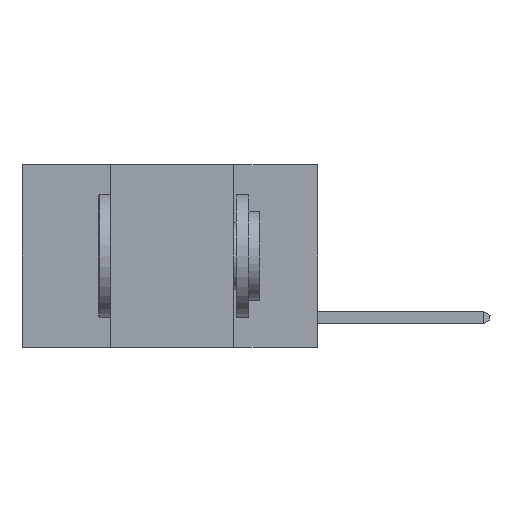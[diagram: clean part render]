
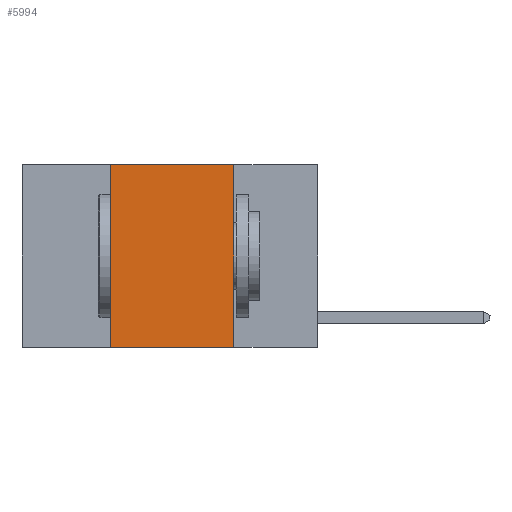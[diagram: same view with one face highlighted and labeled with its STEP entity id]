
A CAD part, left-side view. The second image highlights one B-rep face of the part: STEP entity #5994.
In plain terms, the highlighted planar face has unit normal (-1, 0, 0).
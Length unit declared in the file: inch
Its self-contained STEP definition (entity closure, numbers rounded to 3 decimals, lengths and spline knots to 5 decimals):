
#329 = LINE ( 'NONE', #10361, #7296 ) ;
#415 = LINE ( 'NONE', #3536, #10236 ) ;
#639 = PLANE ( 'NONE',  #3482 ) ;
#1056 = DIRECTION ( 'NONE',  ( 0., 0., 1. ) ) ;
#1357 = CARTESIAN_POINT ( 'NONE',  ( 0., 0.17, -0.37 ) ) ;
#1637 = FACE_OUTER_BOUND ( 'NONE', #7681, .T. ) ;
#1720 = DIRECTION ( 'NONE',  ( 0., 0., -1. ) ) ;
#1772 = CARTESIAN_POINT ( 'NONE',  ( 0., 0.42, -0.37 ) ) ;
#2511 = VERTEX_POINT ( 'NONE', #1357 ) ;
#2818 = EDGE_CURVE ( 'NONE', #5747, #2511, #415, .T. ) ;
#3299 = VECTOR ( 'NONE', #1056, 39.37008 ) ;
#3357 = CARTESIAN_POINT ( 'NONE',  ( 0., 0.42, 0. ) ) ;
#3482 = AXIS2_PLACEMENT_3D ( 'NONE', #4925, #9929, #9875 ) ;
#3536 = CARTESIAN_POINT ( 'NONE',  ( 0., 0.6, -0.37 ) ) ;
#3895 = ORIENTED_EDGE ( 'NONE', *, *, #7579, .F. ) ;
#3906 = VERTEX_POINT ( 'NONE', #3357 ) ;
#4068 = ORIENTED_EDGE ( 'NONE', *, *, #5642, .F. ) ;
#4539 = DIRECTION ( 'NONE',  ( 0., -1., 0. ) ) ;
#4925 = CARTESIAN_POINT ( 'NONE',  ( 0., 0.6, 0. ) ) ;
#5003 = ORIENTED_EDGE ( 'NONE', *, *, #2818, .T. ) ;
#5283 = ORIENTED_EDGE ( 'NONE', *, *, #6920, .F. ) ;
#5642 = EDGE_CURVE ( 'NONE', #8614, #2511, #5968, .T. ) ;
#5747 = VERTEX_POINT ( 'NONE', #1772 ) ;
#5968 = LINE ( 'NONE', #9092, #8454 ) ;
#5994 = ADVANCED_FACE ( 'NONE', ( #1637 ), #639, .F. ) ;
#6920 = EDGE_CURVE ( 'NONE', #5747, #3906, #9195, .T. ) ;
#7296 = VECTOR ( 'NONE', #4539, 39.37008 ) ;
#7579 = EDGE_CURVE ( 'NONE', #3906, #8614, #329, .T. ) ;
#7606 = CARTESIAN_POINT ( 'NONE',  ( 0., 0.17, 0. ) ) ;
#7681 = EDGE_LOOP ( 'NONE', ( #4068, #3895, #5283, #5003 ) ) ;
#8382 = CARTESIAN_POINT ( 'NONE',  ( 0., 0.42, 0. ) ) ;
#8454 = VECTOR ( 'NONE', #1720, 39.37008 ) ;
#8614 = VERTEX_POINT ( 'NONE', #7606 ) ;
#9092 = CARTESIAN_POINT ( 'NONE',  ( 0., 0.17, 0. ) ) ;
#9195 = LINE ( 'NONE', #8382, #3299 ) ;
#9875 = DIRECTION ( 'NONE',  ( 0., 0., -1. ) ) ;
#9929 = DIRECTION ( 'NONE',  ( 1., 0., 0. ) ) ;
#10236 = VECTOR ( 'NONE', #10288, 39.37008 ) ;
#10288 = DIRECTION ( 'NONE',  ( 0., -1., 0. ) ) ;
#10361 = CARTESIAN_POINT ( 'NONE',  ( 0., 0.6, 0. ) ) ;
